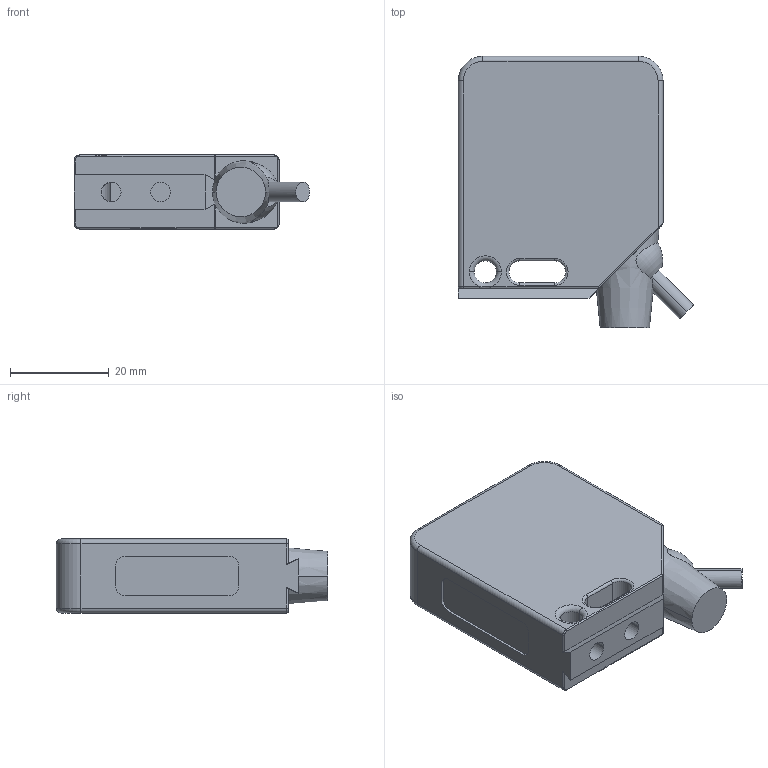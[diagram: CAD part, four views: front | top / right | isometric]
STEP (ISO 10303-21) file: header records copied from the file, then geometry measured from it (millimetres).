
FILE_DESCRIPTION((''),'2;1');
FILE_NAME('MLV12_115_E_F400292A','2006-01-03T',('Pepperl+Fuchs'),('Industriehansa'),'PRO/ENGINEER BY PARAMETRIC TECHNOLOGY CORPORATION, 2005290','PRO/ENGINEER BY PARAMETRIC TECHNOLOGY CORPORATION, 2005290','');
FILE_SCHEMA(('AUTOMOTIVE_DESIGN_CC2 { 1 2 10303 214 -1 1 5 2 }'));
Length unit declared in the file: millimetre
Products named in the file (1): MLV12_115_E_F400292A
Bounding box: 47.73 x 55 x 15 mm (x, y, z)
Volume: 28510.3 mm3; surface area: 7347.5 mm2
Topology: 1 solids, 1 shells, 87 faces, 230 edges, 156 vertices
Faces by surface type: cylinder 38, plane 23, torus 14, bspline 7, sphere 2, cone 2, revolution 1
Entity records: 3899 total; most frequent: CARTESIAN_POINT 942, DIRECTION 446, ORIENTED_EDGE 434, PRESENTATION_STYLE_ASSIGNMENT 240, STYLED_ITEM 237, CURVE_STYLE 232, EDGE_CURVE 217, AXIS2_PLACEMENT_3D 171
